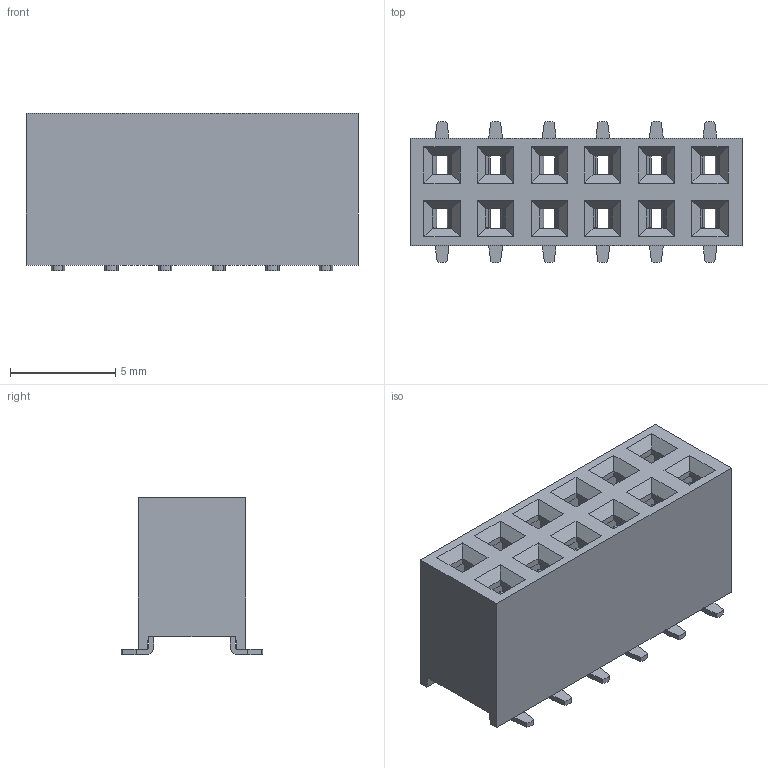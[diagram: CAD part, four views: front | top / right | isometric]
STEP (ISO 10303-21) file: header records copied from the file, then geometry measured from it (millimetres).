
FILE_DESCRIPTION(('HOOPS Exchange Step'),'2;1');
FILE_NAME('61031221821.stp','2023-09-15T06:46:45-07:00',('RBI'),('None'),'HOOPS Exchange 2022.2','SOLIDWORKS MBD','None');
FILE_SCHEMA( ('AP242_MANAGED_MODEL_BASED_3D_ENGINEERING_MIM_LF {1 0 10303 442 1 1 4 }') );
Length unit declared in the file: millimetre
Products named in the file (1): Default
Bounding box: 15.74 x 6.7 x 7.45 mm (x, y, z)
Volume: 372.3 mm3; surface area: 1548.5 mm2
Topology: 13 solids, 13 shells, 1126 faces, 3084 edges, 1984 vertices
Faces by surface type: plane 586, cylinder 516, bspline 24
Entity records: 35932 total; most frequent: CARTESIAN_POINT 6607, DIRECTION 6232, ORIENTED_EDGE 6168, EDGE_CURVE 3084, AXIS2_PLACEMENT_3D 2090, VECTOR 2052, LINE 2052, VERTEX_POINT 1984
